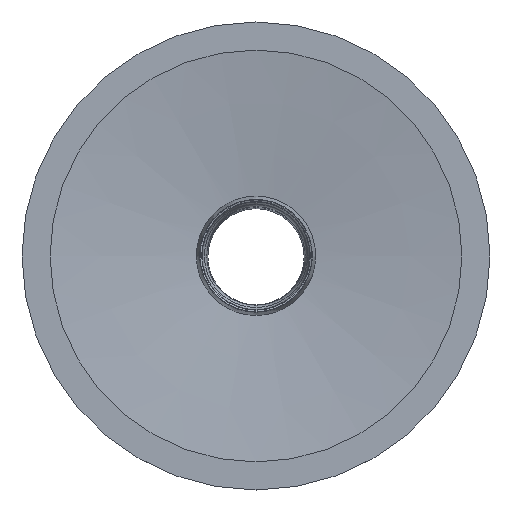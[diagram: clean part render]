
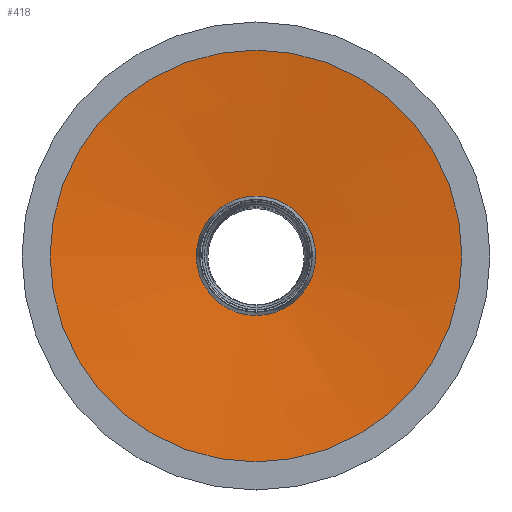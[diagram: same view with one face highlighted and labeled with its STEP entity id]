
A CAD part, top view. The second image highlights one B-rep face of the part: STEP entity #418.
In plain terms, the highlighted conical face has half-angle 83.188 degrees and reference radius 908.545 mm.
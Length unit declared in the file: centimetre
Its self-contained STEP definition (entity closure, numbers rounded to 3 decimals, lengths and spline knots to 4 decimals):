
#64=FACE_OUTER_BOUND('',#92,.T.);
#92=EDGE_LOOP('',(#368,#369,#370,#371));
#144=CIRCLE('',#528,36.5);
#145=CIRCLE('',#529,145.2091);
#184=VERTEX_POINT('',#927);
#185=VERTEX_POINT('',#929);
#246=EDGE_CURVE('',#184,#184,#144,.T.);
#247=EDGE_CURVE('',#184,#185,#443,.T.);
#248=EDGE_CURVE('',#185,#185,#145,.T.);
#368=ORIENTED_EDGE('',*,*,#246,.T.);
#369=ORIENTED_EDGE('',*,*,#247,.T.);
#370=ORIENTED_EDGE('',*,*,#248,.F.);
#371=ORIENTED_EDGE('',*,*,#247,.F.);
#394=CONICAL_SURFACE('',#527,90.8545,1.452);
#418=ADVANCED_FACE('',(#64),#394,.F.);
#443=LINE('',#930,#460);
#460=VECTOR('',#682,90.8545);
#527=AXIS2_PLACEMENT_3D('',#926,#678,#679);
#528=AXIS2_PLACEMENT_3D('',#928,#680,#681);
#529=AXIS2_PLACEMENT_3D('',#931,#683,#684);
#678=DIRECTION('center_axis',(0.,0.,1.));
#679=DIRECTION('ref_axis',(1.,0.,0.));
#680=DIRECTION('center_axis',(0.,0.,-1.));
#681=DIRECTION('ref_axis',(1.,0.,0.));
#682=DIRECTION('',(-0.993,0.,0.119));
#683=DIRECTION('center_axis',(0.,0.,-1.));
#684=DIRECTION('ref_axis',(1.,0.,0.));
#926=CARTESIAN_POINT('Origin',(0.,0.,
313.5071));
#927=CARTESIAN_POINT('',(-36.5,0.,307.0142));
#928=CARTESIAN_POINT('Origin',(0.,0.,
307.0142));
#929=CARTESIAN_POINT('',(-145.2091,0.,320.));
#930=CARTESIAN_POINT('',(-90.8545,0.,313.5071));
#931=CARTESIAN_POINT('Origin',(0.,0.,
320.));
